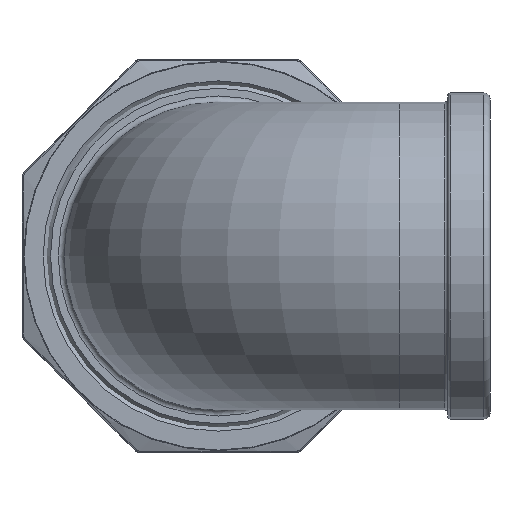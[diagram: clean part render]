
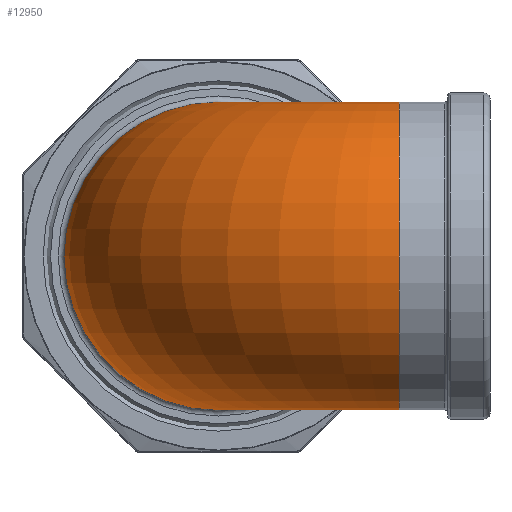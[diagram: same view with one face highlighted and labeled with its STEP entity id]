
A CAD part, left-side view. The second image highlights one B-rep face of the part: STEP entity #12950.
In plain terms, the highlighted toroidal (fillet/blend) face has major radius 30 mm and minor radius 25.5 mm.
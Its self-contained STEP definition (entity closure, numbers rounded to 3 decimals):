
#917 = AXIS2_PLACEMENT_3D ( 'NONE', #2734, #11430, #7152 ) ;
#1453 = VERTEX_POINT ( 'NONE', #15247 ) ;
#1689 = EDGE_CURVE ( 'NONE', #1453, #1453, #5886, .T. ) ;
#2527 = CARTESIAN_POINT ( 'NONE',  ( -25., -30., 0. ) ) ;
#2671 = DIRECTION ( 'NONE',  ( -1., 0., 0. ) ) ;
#2734 = CARTESIAN_POINT ( 'NONE',  ( -55., -30., 0. ) ) ;
#2793 = EDGE_LOOP ( 'NONE', ( #13054 ) ) ;
#5606 = CARTESIAN_POINT ( 'NONE',  ( -25., 0., 0. ) ) ;
#5886 = CIRCLE ( 'NONE', #9758, 25.5 ) ;
#5931 = FACE_OUTER_BOUND ( 'NONE', #2793, .T. ) ;
#6278 = AXIS2_PLACEMENT_3D ( 'NONE', #2527, #6566, #10765 ) ;
#6566 = DIRECTION ( 'NONE',  ( 0., 0., 1. ) ) ;
#7152 = DIRECTION ( 'NONE',  ( 1., 0., 0. ) ) ;
#9758 = AXIS2_PLACEMENT_3D ( 'NONE', #5606, #2671, #11274 ) ;
#10397 = CARTESIAN_POINT ( 'NONE',  ( -29.5, -30., 0. ) ) ;
#10765 = DIRECTION ( 'NONE',  ( 1., 0., 0. ) ) ;
#10945 = CIRCLE ( 'NONE', #917, 25.5 ) ;
#11274 = DIRECTION ( 'NONE',  ( 0., -1., 0. ) ) ;
#11430 = DIRECTION ( 'NONE',  ( 0., -1., 0. ) ) ;
#12811 = TOROIDAL_SURFACE ( 'NONE', #6278, 30., 25.5 ) ;
#12873 = ORIENTED_EDGE ( 'NONE', *, *, #1689, .T. ) ;
#12950 = ADVANCED_FACE ( 'NONE', ( #5931, #15852 ), #12811, .T. ) ;
#13054 = ORIENTED_EDGE ( 'NONE', *, *, #17324, .F. ) ;
#13459 = VERTEX_POINT ( 'NONE', #10397 ) ;
#15247 = CARTESIAN_POINT ( 'NONE',  ( -25., -25.5, 0. ) ) ;
#15852 = FACE_OUTER_BOUND ( 'NONE', #16398, .T. ) ;
#16398 = EDGE_LOOP ( 'NONE', ( #12873 ) ) ;
#17324 = EDGE_CURVE ( 'NONE', #13459, #13459, #10945, .T. ) ;
